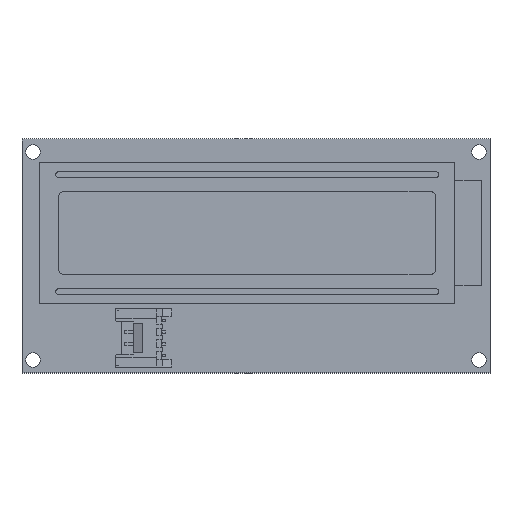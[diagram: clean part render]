
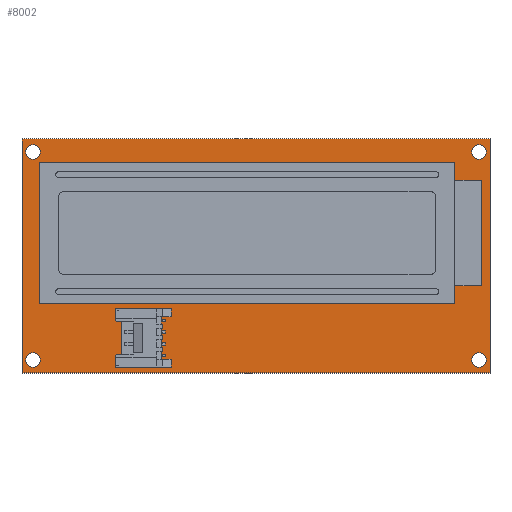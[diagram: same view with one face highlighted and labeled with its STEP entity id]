
A CAD part, top view. The second image highlights one B-rep face of the part: STEP entity #8002.
In plain terms, the highlighted planar face has unit normal (0, 0, 1).
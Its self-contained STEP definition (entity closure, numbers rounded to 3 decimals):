
#28 = CARTESIAN_POINT ( 'NONE',  ( 38.1, -17.78, 1.6 ) ) ;
#168 = CARTESIAN_POINT ( 'NONE',  ( -38.1, -17.78, 1.6 ) ) ;
#231 = EDGE_LOOP ( 'NONE', ( #8094, #3056 ) ) ;
#272 = CARTESIAN_POINT ( 'NONE',  ( 36.85, 17.78, 1.6 ) ) ;
#519 = DIRECTION ( 'NONE',  ( 0., 0., 1. ) ) ;
#579 = CARTESIAN_POINT ( 'NONE',  ( -36.85, 17.78, 1.6 ) ) ;
#595 = DIRECTION ( 'NONE',  ( 1., 0., 0. ) ) ;
#660 = CIRCLE ( 'NONE', #2713, 1.25 ) ;
#680 = VECTOR ( 'NONE', #8211, 1000. ) ;
#731 = VERTEX_POINT ( 'NONE', #6809 ) ;
#753 = EDGE_CURVE ( 'NONE', #6001, #3735, #660, .T. ) ;
#812 = DIRECTION ( 'NONE',  ( 1., 0., 0. ) ) ;
#889 = AXIS2_PLACEMENT_3D ( 'NONE', #4778, #6778, #4808 ) ;
#901 = ORIENTED_EDGE ( 'NONE', *, *, #3488, .F. ) ;
#904 = ORIENTED_EDGE ( 'NONE', *, *, #1087, .F. ) ;
#979 = CARTESIAN_POINT ( 'NONE',  ( -40., 20., 1.6 ) ) ;
#1038 = CARTESIAN_POINT ( 'NONE',  ( 38.1, 17.78, 1.6 ) ) ;
#1087 = EDGE_CURVE ( 'NONE', #6486, #731, #3690, .T. ) ;
#1164 = DIRECTION ( 'NONE',  ( 0., 0., 1. ) ) ;
#1183 = FACE_BOUND ( 'NONE', #7812, .T. ) ;
#1357 = VERTEX_POINT ( 'NONE', #6119 ) ;
#1372 = DIRECTION ( 'NONE',  ( 0., 0., 1. ) ) ;
#1393 = CARTESIAN_POINT ( 'NONE',  ( -39.35, 17.78, 1.6 ) ) ;
#1425 = CIRCLE ( 'NONE', #2135, 1.25 ) ;
#1691 = FACE_BOUND ( 'NONE', #231, .T. ) ;
#1707 = CARTESIAN_POINT ( 'NONE',  ( -40., 20., 1.6 ) ) ;
#1821 = LINE ( 'NONE', #3611, #7230 ) ;
#2002 = DIRECTION ( 'NONE',  ( 0., 0., 1. ) ) ;
#2043 = ORIENTED_EDGE ( 'NONE', *, *, #3326, .F. ) ;
#2102 = CIRCLE ( 'NONE', #3456, 1.25 ) ;
#2135 = AXIS2_PLACEMENT_3D ( 'NONE', #168, #6132, #2208 ) ;
#2157 = DIRECTION ( 'NONE',  ( 0., 0., 1. ) ) ;
#2208 = DIRECTION ( 'NONE',  ( -1., 0., 0. ) ) ;
#2425 = PLANE ( 'NONE',  #6829 ) ;
#2461 = VERTEX_POINT ( 'NONE', #979 ) ;
#2540 = ORIENTED_EDGE ( 'NONE', *, *, #6374, .F. ) ;
#2615 = DIRECTION ( 'NONE',  ( 0., 0., 1. ) ) ;
#2713 = AXIS2_PLACEMENT_3D ( 'NONE', #1038, #8224, #4926 ) ;
#2784 = VECTOR ( 'NONE', #5652, 1000. ) ;
#2833 = LINE ( 'NONE', #1707, #3747 ) ;
#2866 = EDGE_CURVE ( 'NONE', #5803, #2461, #2833, .T. ) ;
#2927 = DIRECTION ( 'NONE',  ( 0., -1., 0. ) ) ;
#3043 = ORIENTED_EDGE ( 'NONE', *, *, #4572, .T. ) ;
#3056 = ORIENTED_EDGE ( 'NONE', *, *, #7796, .F. ) ;
#3143 = CARTESIAN_POINT ( 'NONE',  ( 40., 20., 1.6 ) ) ;
#3319 = DIRECTION ( 'NONE',  ( -1., 0., 0. ) ) ;
#3326 = EDGE_CURVE ( 'NONE', #731, #6486, #1425, .T. ) ;
#3456 = AXIS2_PLACEMENT_3D ( 'NONE', #28, #2615, #7064 ) ;
#3488 = EDGE_CURVE ( 'NONE', #3498, #4083, #2102, .T. ) ;
#3498 = VERTEX_POINT ( 'NONE', #4558 ) ;
#3611 = CARTESIAN_POINT ( 'NONE',  ( -40., 20., 1.6 ) ) ;
#3690 = CIRCLE ( 'NONE', #3814, 1.25 ) ;
#3735 = VERTEX_POINT ( 'NONE', #3992 ) ;
#3747 = VECTOR ( 'NONE', #6992, 1000. ) ;
#3764 = DIRECTION ( 'NONE',  ( 1., 0., 0. ) ) ;
#3814 = AXIS2_PLACEMENT_3D ( 'NONE', #6556, #1372, #5196 ) ;
#3992 = CARTESIAN_POINT ( 'NONE',  ( 39.35, 17.78, 1.6 ) ) ;
#4041 = CARTESIAN_POINT ( 'NONE',  ( -40., -20., 1.6 ) ) ;
#4083 = VERTEX_POINT ( 'NONE', #6371 ) ;
#4484 = CARTESIAN_POINT ( 'NONE',  ( 0., 0., 1.6 ) ) ;
#4494 = EDGE_LOOP ( 'NONE', ( #901, #8007 ) ) ;
#4558 = CARTESIAN_POINT ( 'NONE',  ( 36.85, -17.78, 1.6 ) ) ;
#4572 = EDGE_CURVE ( 'NONE', #5841, #1357, #5766, .T. ) ;
#4626 = ORIENTED_EDGE ( 'NONE', *, *, #8116, .T. ) ;
#4631 = CARTESIAN_POINT ( 'NONE',  ( 38.1, 17.78, 1.6 ) ) ;
#4634 = FACE_BOUND ( 'NONE', #5918, .T. ) ;
#4698 = CARTESIAN_POINT ( 'NONE',  ( -38.1, 17.78, 1.6 ) ) ;
#4778 = CARTESIAN_POINT ( 'NONE',  ( -38.1, 17.78, 1.6 ) ) ;
#4808 = DIRECTION ( 'NONE',  ( 1., 0., 0. ) ) ;
#4926 = DIRECTION ( 'NONE',  ( -1., 0., 0. ) ) ;
#4967 = CARTESIAN_POINT ( 'NONE',  ( -40., -20., 1.6 ) ) ;
#5011 = EDGE_CURVE ( 'NONE', #6413, #5543, #5039, .T. ) ;
#5039 = CIRCLE ( 'NONE', #7836, 1.25 ) ;
#5043 = CARTESIAN_POINT ( 'NONE',  ( 38.1, -17.78, 1.6 ) ) ;
#5196 = DIRECTION ( 'NONE',  ( -1., 0., 0. ) ) ;
#5543 = VERTEX_POINT ( 'NONE', #579 ) ;
#5652 = DIRECTION ( 'NONE',  ( 0., 1., 0. ) ) ;
#5766 = LINE ( 'NONE', #4967, #680 ) ;
#5777 = EDGE_LOOP ( 'NONE', ( #6995, #3043, #4626, #6682 ) ) ;
#5803 = VERTEX_POINT ( 'NONE', #7211 ) ;
#5841 = VERTEX_POINT ( 'NONE', #4041 ) ;
#5918 = EDGE_LOOP ( 'NONE', ( #5993, #2540 ) ) ;
#5993 = ORIENTED_EDGE ( 'NONE', *, *, #753, .F. ) ;
#6001 = VERTEX_POINT ( 'NONE', #272 ) ;
#6119 = CARTESIAN_POINT ( 'NONE',  ( 40., -20., 1.6 ) ) ;
#6132 = DIRECTION ( 'NONE',  ( 0., 0., 1. ) ) ;
#6371 = CARTESIAN_POINT ( 'NONE',  ( 39.35, -17.78, 1.6 ) ) ;
#6374 = EDGE_CURVE ( 'NONE', #3735, #6001, #6737, .T. ) ;
#6413 = VERTEX_POINT ( 'NONE', #1393 ) ;
#6486 = VERTEX_POINT ( 'NONE', #7791 ) ;
#6556 = CARTESIAN_POINT ( 'NONE',  ( -38.1, -17.78, 1.6 ) ) ;
#6669 = FACE_OUTER_BOUND ( 'NONE', #5777, .T. ) ;
#6682 = ORIENTED_EDGE ( 'NONE', *, *, #2866, .T. ) ;
#6729 = CIRCLE ( 'NONE', #7086, 1.25 ) ;
#6737 = CIRCLE ( 'NONE', #7848, 1.25 ) ;
#6778 = DIRECTION ( 'NONE',  ( 0., 0., 1. ) ) ;
#6809 = CARTESIAN_POINT ( 'NONE',  ( -39.35, -17.78, 1.6 ) ) ;
#6829 = AXIS2_PLACEMENT_3D ( 'NONE', #4484, #519, #595 ) ;
#6861 = EDGE_CURVE ( 'NONE', #4083, #3498, #6729, .T. ) ;
#6992 = DIRECTION ( 'NONE',  ( -1., 0., 0. ) ) ;
#6995 = ORIENTED_EDGE ( 'NONE', *, *, #7251, .T. ) ;
#7064 = DIRECTION ( 'NONE',  ( 1., 0., 0. ) ) ;
#7086 = AXIS2_PLACEMENT_3D ( 'NONE', #5043, #1164, #3764 ) ;
#7211 = CARTESIAN_POINT ( 'NONE',  ( 40., 20., 1.6 ) ) ;
#7230 = VECTOR ( 'NONE', #2927, 1000. ) ;
#7251 = EDGE_CURVE ( 'NONE', #2461, #5841, #1821, .T. ) ;
#7599 = CIRCLE ( 'NONE', #889, 1.25 ) ;
#7791 = CARTESIAN_POINT ( 'NONE',  ( -36.85, -17.78, 1.6 ) ) ;
#7796 = EDGE_CURVE ( 'NONE', #5543, #6413, #7599, .T. ) ;
#7812 = EDGE_LOOP ( 'NONE', ( #2043, #904 ) ) ;
#7836 = AXIS2_PLACEMENT_3D ( 'NONE', #4698, #2157, #812 ) ;
#7848 = AXIS2_PLACEMENT_3D ( 'NONE', #4631, #2002, #3319 ) ;
#7888 = FACE_BOUND ( 'NONE', #4494, .T. ) ;
#8002 = ADVANCED_FACE ( 'NONE', ( #7888, #1691, #6669, #1183, #4634 ), #2425, .T. ) ;
#8007 = ORIENTED_EDGE ( 'NONE', *, *, #6861, .F. ) ;
#8094 = ORIENTED_EDGE ( 'NONE', *, *, #5011, .F. ) ;
#8116 = EDGE_CURVE ( 'NONE', #1357, #5803, #8193, .T. ) ;
#8193 = LINE ( 'NONE', #3143, #2784 ) ;
#8211 = DIRECTION ( 'NONE',  ( 1., 0., 0. ) ) ;
#8224 = DIRECTION ( 'NONE',  ( 0., 0., 1. ) ) ;
